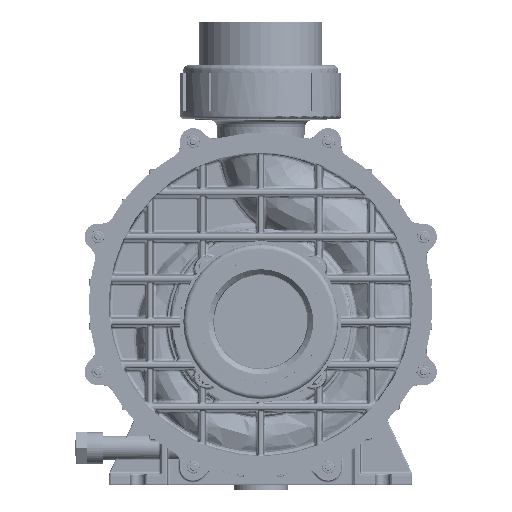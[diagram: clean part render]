
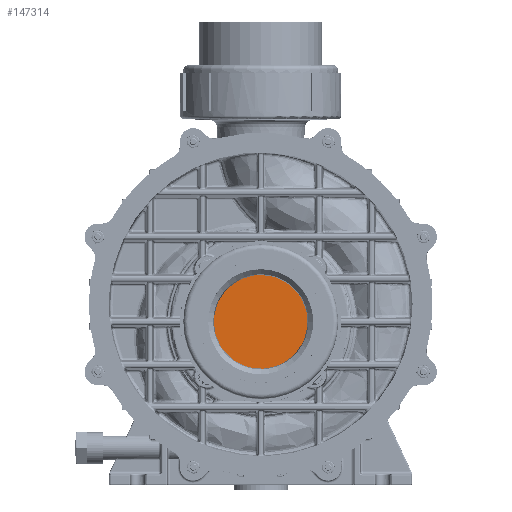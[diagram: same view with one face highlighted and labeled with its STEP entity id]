
A CAD part, top view. The second image highlights one B-rep face of the part: STEP entity #147314.
In plain terms, the highlighted planar face has unit normal (0, 0, 1).
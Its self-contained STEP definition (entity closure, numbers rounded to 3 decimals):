
#20734=ORIENTED_EDGE('',*,*,#52196,.T.);
#52196=EDGE_CURVE('',#67927,#67927,#77674,.F.);
#67927=VERTEX_POINT('',#190740);
#77674=CIRCLE('',#154141,40.175);
#82581=EDGE_LOOP('',(#20734));
#90122=FACE_BOUND('',#82581,.T.);
#97684=PLANE('',#154140);
#147314=ADVANCED_FACE('',(#90122),#97684,.F.);
#154140=AXIS2_PLACEMENT_3D('',#190738,#164574,#164575);
#154141=AXIS2_PLACEMENT_3D('',#190739,#164576,#164577);
#164574=DIRECTION('',(0.,0.,-1.));
#164575=DIRECTION('',(-0.966,-0.259,0.));
#164576=DIRECTION('',(0.,0.,-1.));
#164577=DIRECTION('',(0.,1.,0.));
#190738=CARTESIAN_POINT('',(-45.962,-45.962,47.1));
#190739=CARTESIAN_POINT('',(0.,0.,47.1));
#190740=CARTESIAN_POINT('',(0.,40.175,47.1));
